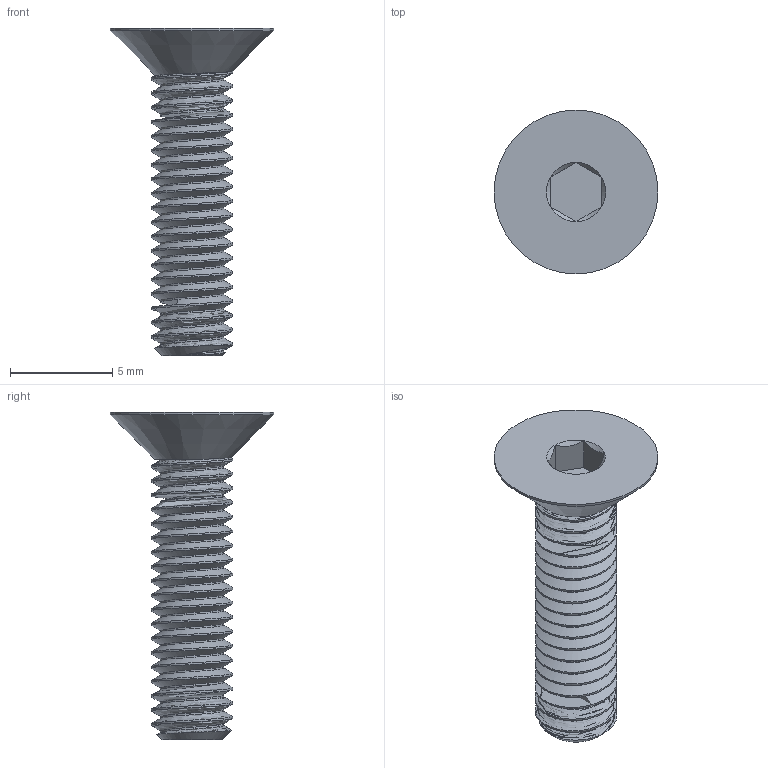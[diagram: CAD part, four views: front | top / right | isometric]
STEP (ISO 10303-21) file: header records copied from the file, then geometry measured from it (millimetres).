
FILE_DESCRIPTION(/* description */ ('STEP AP203'),/* implementation_level */ '2;1');
FILE_NAME(/* name */ 'screws_16mm_m4x0.7_ext.stp',/* time_stamp */ '2022-12-09T16:41:48+01:00',/* author */ ('Rik Ubaghs'),/* organization */ ('Managed by Terraform'),/* preprocessor_version */ 'ST-DEVELOPER v18.1',/* originating_system */ 'Autodesk Inventor 2021',/* authorisation */ '');
FILE_SCHEMA (('AUTOMOTIVE_DESIGN { 1 0 10303 214 3 1 1 }'));
Length unit declared in the file: millimetre
Products named in the file (1): screws_16mm_m4x0.7_ext
Bounding box: 8 x 8 x 16 mm (x, y, z)
Volume: 193.5 mm3; surface area: 396.6 mm2
Topology: 1 solids, 1 shells, 62 faces, 167 edges, 108 vertices
Faces by surface type: cylinder 42, plane 10, cone 8, bspline 2
Full cylindrical faces by diameter (mm): 3.091 x19, 4 x18, 8 x1
Entity records: 7344 total; most frequent: CARTESIAN_POINT 5974, ORIENTED_EDGE 334, DIRECTION 214, EDGE_CURVE 167, VERTEX_POINT 108, AXIS2_PLACEMENT_3D 80, EDGE_LOOP 63, FACE_OUTER_BOUND 62
